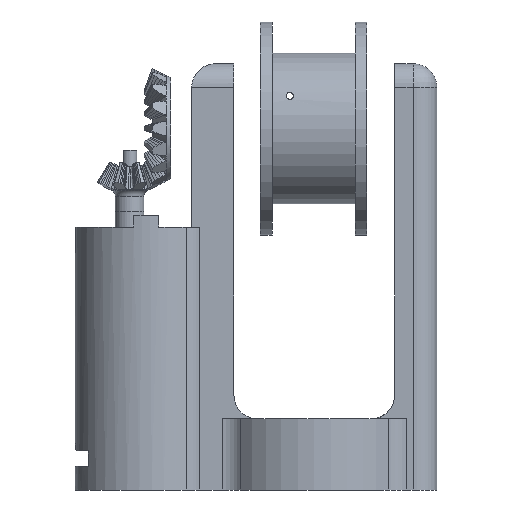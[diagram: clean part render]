
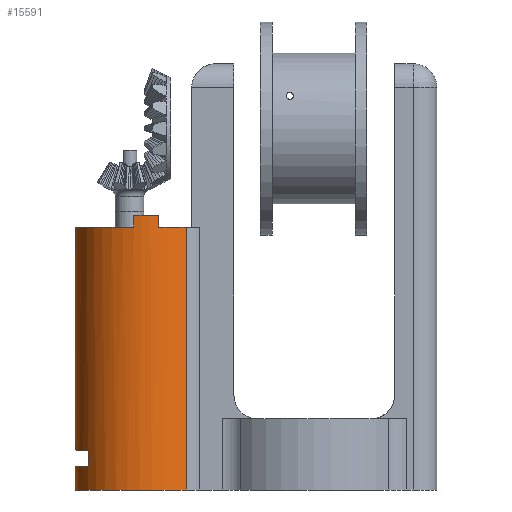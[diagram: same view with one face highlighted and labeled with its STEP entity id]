
A CAD part, left-side view. The second image highlights one B-rep face of the part: STEP entity #15591.
In plain terms, the highlighted cylindrical face has radius 30 mm (diameter 60 mm), a partial arc.
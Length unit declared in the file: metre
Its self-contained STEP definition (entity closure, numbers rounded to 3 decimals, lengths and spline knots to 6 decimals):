
#281=B_SPLINE_CURVE_WITH_KNOTS('',3,(#21484,#21485,#21486,#21487,#21488),
 .UNSPECIFIED.,.F.,.F.,(4,1,4),(0.,0.003146,0.006292),
 .UNSPECIFIED.);
#282=B_SPLINE_CURVE_WITH_KNOTS('',3,(#21500,#21501,#21502,#21503,#21504),
 .UNSPECIFIED.,.F.,.F.,(4,1,4),(0.,0.003146,0.006292),
 .UNSPECIFIED.);
#1299=LINE('',#21470,#3050);
#1300=LINE('',#21474,#3051);
#1301=LINE('',#21478,#3052);
#1302=LINE('',#21482,#3053);
#1303=LINE('',#21492,#3054);
#1304=LINE('',#21496,#3055);
#1305=LINE('',#21506,#3056);
#1306=LINE('',#21510,#3057);
#1307=LINE('',#21514,#3058);
#1308=LINE('',#21518,#3059);
#3050=VECTOR('',#17737,1.);
#3051=VECTOR('',#17740,1.);
#3052=VECTOR('',#17743,1.);
#3053=VECTOR('',#17746,1.);
#3054=VECTOR('',#17749,1.);
#3055=VECTOR('',#17752,1.);
#3056=VECTOR('',#17755,1.);
#3057=VECTOR('',#17758,1.);
#3058=VECTOR('',#17761,1.);
#3059=VECTOR('',#17764,1.);
#4818=ORIENTED_EDGE('',*,*,#9509,.F.);
#4819=ORIENTED_EDGE('',*,*,#9521,.T.);
#4820=ORIENTED_EDGE('',*,*,#9522,.T.);
#4821=ORIENTED_EDGE('',*,*,#9523,.F.);
#4822=ORIENTED_EDGE('',*,*,#9524,.T.);
#4823=ORIENTED_EDGE('',*,*,#9525,.T.);
#4824=ORIENTED_EDGE('',*,*,#9526,.T.);
#4825=ORIENTED_EDGE('',*,*,#9527,.F.);
#4826=ORIENTED_EDGE('',*,*,#9528,.T.);
#4827=ORIENTED_EDGE('',*,*,#9529,.T.);
#4828=ORIENTED_EDGE('',*,*,#9530,.T.);
#4829=ORIENTED_EDGE('',*,*,#9531,.F.);
#4830=ORIENTED_EDGE('',*,*,#9532,.T.);
#4831=ORIENTED_EDGE('',*,*,#9533,.T.);
#4832=ORIENTED_EDGE('',*,*,#9534,.T.);
#4833=ORIENTED_EDGE('',*,*,#9535,.T.);
#4834=ORIENTED_EDGE('',*,*,#9536,.T.);
#4835=ORIENTED_EDGE('',*,*,#9537,.F.);
#4836=ORIENTED_EDGE('',*,*,#9538,.T.);
#4837=ORIENTED_EDGE('',*,*,#9539,.T.);
#4838=ORIENTED_EDGE('',*,*,#9540,.T.);
#4839=ORIENTED_EDGE('',*,*,#9541,.T.);
#9509=EDGE_CURVE('',#11860,#11861,#13423,.T.);
#9521=EDGE_CURVE('',#11860,#11872,#1299,.F.);
#9522=EDGE_CURVE('',#11872,#11873,#13433,.T.);
#9523=EDGE_CURVE('',#11874,#11873,#1300,.T.);
#9524=EDGE_CURVE('',#11874,#11875,#13434,.T.);
#9525=EDGE_CURVE('',#11875,#11876,#1301,.T.);
#9526=EDGE_CURVE('',#11876,#11877,#13435,.T.);
#9527=EDGE_CURVE('',#11878,#11877,#1302,.F.);
#9528=EDGE_CURVE('',#11878,#11879,#281,.T.);
#9529=EDGE_CURVE('',#11879,#11880,#13436,.F.);
#9530=EDGE_CURVE('',#11880,#11881,#1303,.T.);
#9531=EDGE_CURVE('',#11882,#11881,#13437,.F.);
#9532=EDGE_CURVE('',#11882,#11883,#1304,.F.);
#9533=EDGE_CURVE('',#11883,#11884,#13438,.F.);
#9534=EDGE_CURVE('',#11884,#11885,#282,.T.);
#9535=EDGE_CURVE('',#11885,#11886,#1305,.F.);
#9536=EDGE_CURVE('',#11886,#11887,#13439,.T.);
#9537=EDGE_CURVE('',#11888,#11887,#1306,.T.);
#9538=EDGE_CURVE('',#11888,#11889,#13440,.T.);
#9539=EDGE_CURVE('',#11889,#11890,#1307,.T.);
#9540=EDGE_CURVE('',#11890,#11891,#13441,.T.);
#9541=EDGE_CURVE('',#11891,#11861,#1308,.T.);
#11860=VERTEX_POINT('',#21445);
#11861=VERTEX_POINT('',#21447);
#11872=VERTEX_POINT('',#21471);
#11873=VERTEX_POINT('',#21473);
#11874=VERTEX_POINT('',#21475);
#11875=VERTEX_POINT('',#21477);
#11876=VERTEX_POINT('',#21479);
#11877=VERTEX_POINT('',#21481);
#11878=VERTEX_POINT('',#21483);
#11879=VERTEX_POINT('',#21489);
#11880=VERTEX_POINT('',#21491);
#11881=VERTEX_POINT('',#21493);
#11882=VERTEX_POINT('',#21495);
#11883=VERTEX_POINT('',#21497);
#11884=VERTEX_POINT('',#21499);
#11885=VERTEX_POINT('',#21505);
#11886=VERTEX_POINT('',#21507);
#11887=VERTEX_POINT('',#21509);
#11888=VERTEX_POINT('',#21511);
#11889=VERTEX_POINT('',#21513);
#11890=VERTEX_POINT('',#21515);
#11891=VERTEX_POINT('',#21517);
#13423=CIRCLE('',#16709,0.03);
#13433=CIRCLE('',#16720,0.03);
#13434=CIRCLE('',#16721,0.03);
#13435=CIRCLE('',#16722,0.03);
#13436=CIRCLE('',#16723,0.03);
#13437=CIRCLE('',#16724,0.03);
#13438=CIRCLE('',#16725,0.03);
#13439=CIRCLE('',#16726,0.03);
#13440=CIRCLE('',#16727,0.03);
#13441=CIRCLE('',#16728,0.03);
#13610=EDGE_LOOP('',(#4818,#4819,#4820,#4821,#4822,#4823,#4824,#4825,#4826,
#4827,#4828,#4829,#4830,#4831,#4832,#4833,#4834,#4835,#4836,#4837,#4838,
#4839));
#14571=FACE_BOUND('',#13610,.T.);
#15527=CYLINDRICAL_SURFACE('',#16719,0.03);
#15591=ADVANCED_FACE('',(#14571),#15527,.T.);
#16709=AXIS2_PLACEMENT_3D('',#21446,#17713,#17714);
#16719=AXIS2_PLACEMENT_3D('',#21469,#17735,#17736);
#16720=AXIS2_PLACEMENT_3D('',#21472,#17738,#17739);
#16721=AXIS2_PLACEMENT_3D('',#21476,#17741,#17742);
#16722=AXIS2_PLACEMENT_3D('',#21480,#17744,#17745);
#16723=AXIS2_PLACEMENT_3D('',#21490,#17747,#17748);
#16724=AXIS2_PLACEMENT_3D('',#21494,#17750,#17751);
#16725=AXIS2_PLACEMENT_3D('',#21498,#17753,#17754);
#16726=AXIS2_PLACEMENT_3D('',#21508,#17756,#17757);
#16727=AXIS2_PLACEMENT_3D('',#21512,#17759,#17760);
#16728=AXIS2_PLACEMENT_3D('',#21516,#17762,#17763);
#17713=DIRECTION('',(0.,0.,-1.));
#17714=DIRECTION('',(-1.,0.,0.));
#17735=DIRECTION('',(0.,0.,-1.));
#17736=DIRECTION('',(-1.,0.,0.));
#17737=DIRECTION('',(0.,0.,-1.));
#17738=DIRECTION('',(0.,0.,-1.));
#17739=DIRECTION('',(-1.,0.,0.));
#17740=DIRECTION('',(0.,0.,-1.));
#17741=DIRECTION('',(0.,0.,-1.));
#17742=DIRECTION('',(-1.,0.,0.));
#17743=DIRECTION('',(0.,0.,-1.));
#17744=DIRECTION('',(0.,0.,-1.));
#17745=DIRECTION('',(-1.,0.,0.));
#17746=DIRECTION('',(0.,0.,-1.));
#17747=DIRECTION('',(0.,0.,-1.));
#17748=DIRECTION('',(-1.,0.,0.));
#17749=DIRECTION('',(0.,0.,-1.));
#17750=DIRECTION('',(0.,0.,-1.));
#17751=DIRECTION('',(-1.,0.,0.));
#17752=DIRECTION('',(0.,0.,-1.));
#17753=DIRECTION('',(0.,0.,-1.));
#17754=DIRECTION('',(-1.,0.,0.));
#17755=DIRECTION('',(0.,0.,-1.));
#17756=DIRECTION('',(0.,0.,-1.));
#17757=DIRECTION('',(-1.,0.,0.));
#17758=DIRECTION('',(0.,0.,-1.));
#17759=DIRECTION('',(0.,0.,-1.));
#17760=DIRECTION('',(-1.,0.,0.));
#17761=DIRECTION('',(0.,0.,-1.));
#17762=DIRECTION('',(0.,0.,-1.));
#17763=DIRECTION('',(-1.,0.,0.));
#17764=DIRECTION('',(0.,0.,-1.));
#21445=CARTESIAN_POINT('',(-0.024757,-0.016944,-0.085));
#21446=CARTESIAN_POINT('',(0.,0.,-0.085));
#21447=CARTESIAN_POINT('',(0.024757,-0.016944,-0.085));
#21469=CARTESIAN_POINT('',(0.,0.,0.026));
#21470=CARTESIAN_POINT('',(-0.024757,-0.016944,0.026));
#21471=CARTESIAN_POINT('',(-0.024757,-0.016944,0.026));
#21472=CARTESIAN_POINT('',(0.,0.,0.026));
#21473=CARTESIAN_POINT('',(-0.029544,-0.005209,0.026));
#21474=CARTESIAN_POINT('',(-0.029544,-0.005209,0.031));
#21475=CARTESIAN_POINT('',(-0.029544,-0.005209,0.031));
#21476=CARTESIAN_POINT('',(0.,0.,0.031));
#21477=CARTESIAN_POINT('',(-0.029544,0.005209,0.031));
#21478=CARTESIAN_POINT('',(-0.029544,0.005209,0.031));
#21479=CARTESIAN_POINT('',(-0.029544,0.005209,0.026));
#21480=CARTESIAN_POINT('',(0.,0.,0.026));
#21481=CARTESIAN_POINT('',(-0.0025,0.029896,0.026));
#21482=CARTESIAN_POINT('',(-0.0025,0.029896,0.026));
#21483=CARTESIAN_POINT('',(-0.0025,0.029896,-0.0645));
#21484=CARTESIAN_POINT('',(-0.0025,0.029896,-0.0645));
#21485=CARTESIAN_POINT('',(-0.0025,0.029896,-0.065564));
#21486=CARTESIAN_POINT('',(-0.003386,0.029839,-0.067649));
#21487=CARTESIAN_POINT('',(-0.005462,0.029518,-0.0685));
#21488=CARTESIAN_POINT('',(-0.0065,0.029287,-0.0685));
#21489=CARTESIAN_POINT('',(-0.0065,0.029287,-0.0685));
#21490=CARTESIAN_POINT('',(0.,0.,-0.0685));
#21491=CARTESIAN_POINT('',(-0.017272,0.024529,-0.0685));
#21492=CARTESIAN_POINT('',(-0.017272,0.024529,0.026));
#21493=CARTESIAN_POINT('',(-0.017272,0.024529,-0.075));
#21494=CARTESIAN_POINT('',(0.,0.,-0.075));
#21495=CARTESIAN_POINT('',(0.017272,0.024529,-0.075));
#21496=CARTESIAN_POINT('',(0.017272,0.024529,0.026));
#21497=CARTESIAN_POINT('',(0.017272,0.024529,-0.0685));
#21498=CARTESIAN_POINT('',(0.,0.,-0.0685));
#21499=CARTESIAN_POINT('',(0.0065,0.029287,-0.0685));
#21500=CARTESIAN_POINT('',(0.0065,0.029287,-0.0685));
#21501=CARTESIAN_POINT('',(0.005462,0.029518,-0.0685));
#21502=CARTESIAN_POINT('',(0.00339,0.029839,-0.067653));
#21503=CARTESIAN_POINT('',(0.0025,0.029896,-0.065564));
#21504=CARTESIAN_POINT('',(0.0025,0.029896,-0.0645));
#21505=CARTESIAN_POINT('',(0.0025,0.029896,-0.0645));
#21506=CARTESIAN_POINT('',(0.0025,0.029896,0.026));
#21507=CARTESIAN_POINT('',(0.0025,0.029896,0.026));
#21508=CARTESIAN_POINT('',(0.,0.,0.026));
#21509=CARTESIAN_POINT('',(0.029544,0.005209,0.026));
#21510=CARTESIAN_POINT('',(0.029544,0.005209,0.031));
#21511=CARTESIAN_POINT('',(0.029544,0.005209,0.031));
#21512=CARTESIAN_POINT('',(0.,0.,0.031));
#21513=CARTESIAN_POINT('',(0.029544,-0.005209,0.031));
#21514=CARTESIAN_POINT('',(0.029544,-0.005209,0.031));
#21515=CARTESIAN_POINT('',(0.029544,-0.005209,0.026));
#21516=CARTESIAN_POINT('',(0.,0.,0.026));
#21517=CARTESIAN_POINT('',(0.024757,-0.016944,0.026));
#21518=CARTESIAN_POINT('',(0.024757,-0.016944,0.026));
